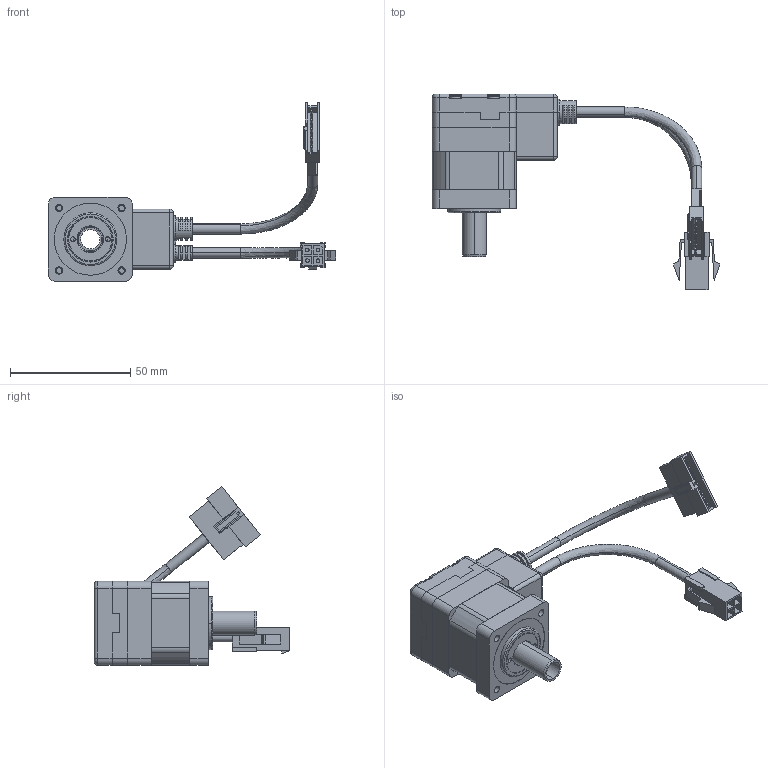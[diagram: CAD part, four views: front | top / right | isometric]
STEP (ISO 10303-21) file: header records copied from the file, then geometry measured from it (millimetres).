
FILE_DESCRIPTION (( 'STEP AP203' ), '1' );
FILE_NAME ('P74-MO-035-03-R00.STEP', '2019-02-07T05:03:33', ( '' ), ( '' ), 'SwSTEP 2.0', 'SolidWorks 2013', '' );
FILE_SCHEMA (( 'CONFIG_CONTROL_DESIGN' ));
Length unit declared in the file: millimetre
Products named in the file (21): 42陝 賅攪瞪錳摹_ル遽; 06-008_X2_98847D27_X0_; 15-001-25_X2_6F0653057EBF_X0_; 28阿 浚内歹 啊悼屈 纳捞喉_钎霖; 07-010_X2_8F74627F_X0_; 02-013-2_X2_FF08_X0_1A_X2_5B9A5B50603B6210FF09_X0_; P74-MO-035-03-R00; 10-003_X2_FF088C03657457ABFF09_X0_; 03-011-1_X2_FF08_X0_14H2035_X2_8F6C5B5094C182AFFF0C_X0_L5.6_X2_FF09_X0_; 11-005_X2_FF08_X0_M3X29_X2_5E735934FF09_X0_; 07-003_X2_78C194A2FF08_X0_14H2035_X2_FF09_X0_; 12-006_X2_62A47EBF5957_X0_; 04-413-1; pan cross head_ks_KS 1023 PC- M2.6 x 14-N; 14H2035_X2_8F6C5B50603B6210_X0_; M1A-EC-035-01-R00_ル遽; 01-005_X2_524D76D6_X0_; 02-012_X2_FF08_X0_14H2035_X2_94C182AFFF09_X0_; M74-EC-035-02-R00_ル遽; 01-006_X2_540E76D6_X0_; 12-016-1_X2_FF08_X0_14H2035_X2_9AA867B6FF09_X0_
Assembly tree (29 placements, depth 3):
  P74-MO-035-03-R00
    02-013-2_X2_FF08_X0_1A_X2_5B9A5B50603B6210FF09_X0_
      02-012_X2_FF08_X0_14H2035_X2_94C182AFFF09_X0_
      12-016-1_X2_FF08_X0_14H2035_X2_9AA867B6FF09_X0_  x2
      15-001-25_X2_6F0653057EBF_X0_
    14H2035_X2_8F6C5B50603B6210_X0_
      03-011-1_X2_FF08_X0_14H2035_X2_8F6C5B5094C182AFFF0C_X0_L5.6_X2_FF09_X0_  x2
      07-003_X2_78C194A2FF08_X0_14H2035_X2_FF09_X0_
      04-413-1
    01-005_X2_524D76D6_X0_
    01-006_X2_540E76D6_X0_
    06-008_X2_98847D27_X0_
    07-010_X2_8F74627F_X0_  x2
    10-003_X2_FF088C03657457ABFF09_X0_
    11-005_X2_FF08_X0_M3X29_X2_5E735934FF09_X0_  x4
    12-006_X2_62A47EBF5957_X0_
    pan cross head_ks_KS 1023 PC- M2.6 x 14-N  x4
    M1A-EC-035-01-R00_ル遽
    M74-EC-035-02-R00_ル遽
    42陝 賅攪瞪錳摹_ル遽
    28阿 浚内歹 啊悼屈 纳捞喉_钎霖
Bounding box: 119.61 x 81.51 x 74.29 mm (x, y, z)
Volume: 42241.3 mm3; surface area: 62347.5 mm2
Topology: 27 solids, 115 shells, 2815 faces, 8112 edges, 5412 vertices
Faces by surface type: cylinder 1337, plane 1261, cone 141, torus 40, bspline 32, sphere 4
Entity records: 70046 total; most frequent: CARTESIAN_POINT 15196, DIRECTION 11541, ORIENTED_EDGE 10878, EDGE_CURVE 5491, AXIS2_PLACEMENT_3D 4178, VERTEX_POINT 3611, LINE 3185, VECTOR 3185
